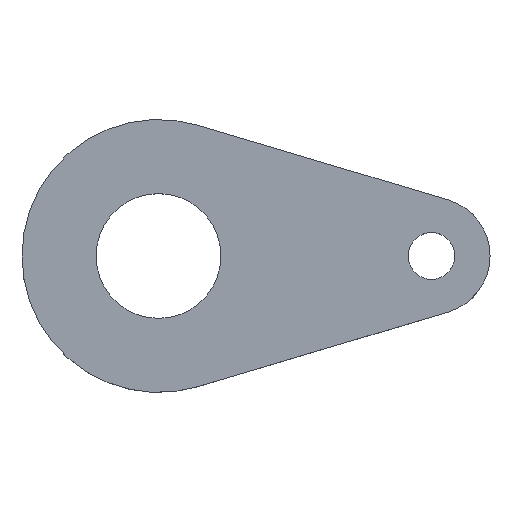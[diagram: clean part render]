
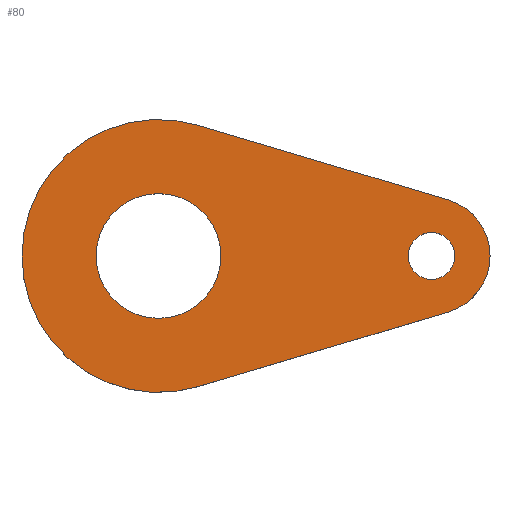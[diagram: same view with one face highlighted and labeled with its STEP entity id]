
A CAD part, top view. The second image highlights one B-rep face of the part: STEP entity #80.
In plain terms, the highlighted planar face has unit normal (0, 0, 1).
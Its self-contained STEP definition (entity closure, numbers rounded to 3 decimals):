
#1 = DIRECTION ( 'NONE',  ( 1., 0., 0. ) ) ;
#4 = CARTESIAN_POINT ( 'NONE',  ( 0., 0., 0. ) ) ;
#7 = DIRECTION ( 'NONE',  ( 0., 0., 1. ) ) ;
#13 = ORIENTED_EDGE ( 'NONE', *, *, #185, .T. ) ;
#14 = VERTEX_POINT ( 'NONE', #255 ) ;
#15 = AXIS2_PLACEMENT_3D ( 'NONE', #4, #199, #167 ) ;
#20 = DIRECTION ( 'NONE',  ( 1., 0., 0. ) ) ;
#22 = CARTESIAN_POINT ( 'NONE',  ( 0., 0., 0. ) ) ;
#27 = AXIS2_PLACEMENT_3D ( 'NONE', #22, #262, #20 ) ;
#33 = CARTESIAN_POINT ( 'NONE',  ( 8., 0., 0. ) ) ;
#36 = CIRCLE ( 'NONE', #15, 8. ) ;
#43 = AXIS2_PLACEMENT_3D ( 'NONE', #67, #324, #329 ) ;
#49 = EDGE_CURVE ( 'NONE', #203, #374, #386, .T. ) ;
#50 = ORIENTED_EDGE ( 'NONE', *, *, #266, .T. ) ;
#51 = CARTESIAN_POINT ( 'NONE',  ( 42.5, 0., 0. ) ) ;
#59 = DIRECTION ( 'NONE',  ( -0.958, 0.286, 0. ) ) ;
#61 = FACE_BOUND ( 'NONE', #281, .T. ) ;
#67 = CARTESIAN_POINT ( 'NONE',  ( 35., 0., 0. ) ) ;
#69 = DIRECTION ( 'NONE',  ( 0., 0., 1. ) ) ;
#71 = CARTESIAN_POINT ( 'NONE',  ( 37.143, 7.187, 0. ) ) ;
#73 = DIRECTION ( 'NONE',  ( 0., 0., 1. ) ) ;
#76 = CARTESIAN_POINT ( 'NONE',  ( 35., 0., 0. ) ) ;
#78 = AXIS2_PLACEMENT_3D ( 'NONE', #231, #297, #360 ) ;
#80 = ADVANCED_FACE ( 'NONE', ( #61, #419, #285 ), #192, .T. ) ;
#83 = CARTESIAN_POINT ( 'NONE',  ( 37.143, -7.187, 0. ) ) ;
#86 = ORIENTED_EDGE ( 'NONE', *, *, #303, .F. ) ;
#90 = ORIENTED_EDGE ( 'NONE', *, *, #305, .T. ) ;
#94 = AXIS2_PLACEMENT_3D ( 'NONE', #267, #73, #298 ) ;
#99 = CIRCLE ( 'NONE', #94, 7.5 ) ;
#106 = VERTEX_POINT ( 'NONE', #154 ) ;
#110 = EDGE_CURVE ( 'NONE', #168, #14, #121, .T. ) ;
#112 = AXIS2_PLACEMENT_3D ( 'NONE', #392, #7, #206 ) ;
#119 = ORIENTED_EDGE ( 'NONE', *, *, #158, .F. ) ;
#121 = LINE ( 'NONE', #123, #416 ) ;
#123 = CARTESIAN_POINT ( 'NONE',  ( 5., 16.771, 0. ) ) ;
#132 = ORIENTED_EDGE ( 'NONE', *, *, #110, .T. ) ;
#143 = VERTEX_POINT ( 'NONE', #260 ) ;
#144 = ORIENTED_EDGE ( 'NONE', *, *, #187, .F. ) ;
#154 = CARTESIAN_POINT ( 'NONE',  ( -8., 0., 0. ) ) ;
#158 = EDGE_CURVE ( 'NONE', #106, #339, #36, .T. ) ;
#167 = DIRECTION ( 'NONE',  ( 1., 0., 0. ) ) ;
#168 = VERTEX_POINT ( 'NONE', #71 ) ;
#178 = AXIS2_PLACEMENT_3D ( 'NONE', #239, #363, #235 ) ;
#185 = EDGE_CURVE ( 'NONE', #14, #203, #204, .T. ) ;
#187 = EDGE_CURVE ( 'NONE', #344, #143, #352, .T. ) ;
#192 = PLANE ( 'NONE',  #27 ) ;
#199 = DIRECTION ( 'NONE',  ( 0., 0., 1. ) ) ;
#203 = VERTEX_POINT ( 'NONE', #398 ) ;
#204 = CIRCLE ( 'NONE', #112, 17.5 ) ;
#206 = DIRECTION ( 'NONE',  ( 1., 0., 0. ) ) ;
#224 = CARTESIAN_POINT ( 'NONE',  ( 5., -16.771, 0. ) ) ;
#225 = CIRCLE ( 'NONE', #178, 8. ) ;
#231 = CARTESIAN_POINT ( 'NONE',  ( 35., 0., 0. ) ) ;
#233 = CARTESIAN_POINT ( 'NONE',  ( 32., 0., 0. ) ) ;
#235 = DIRECTION ( 'NONE',  ( 1., 0., 0. ) ) ;
#236 = CIRCLE ( 'NONE', #43, 7.5 ) ;
#239 = CARTESIAN_POINT ( 'NONE',  ( 0., 0., 0. ) ) ;
#244 = EDGE_LOOP ( 'NONE', ( #13, #372, #50, #90, #132 ) ) ;
#248 = ORIENTED_EDGE ( 'NONE', *, *, #264, .F. ) ;
#255 = CARTESIAN_POINT ( 'NONE',  ( 5., 16.771, 0. ) ) ;
#257 = AXIS2_PLACEMENT_3D ( 'NONE', #76, #69, #1 ) ;
#260 = CARTESIAN_POINT ( 'NONE',  ( 38., 0., 0. ) ) ;
#262 = DIRECTION ( 'NONE',  ( 0., 0., 1. ) ) ;
#264 = EDGE_CURVE ( 'NONE', #339, #106, #225, .T. ) ;
#265 = VECTOR ( 'NONE', #414, 1000. ) ;
#266 = EDGE_CURVE ( 'NONE', #374, #406, #236, .T. ) ;
#267 = CARTESIAN_POINT ( 'NONE',  ( 35., 0., 0. ) ) ;
#270 = EDGE_LOOP ( 'NONE', ( #248, #119 ) ) ;
#281 = EDGE_LOOP ( 'NONE', ( #86, #144 ) ) ;
#285 = FACE_OUTER_BOUND ( 'NONE', #244, .T. ) ;
#297 = DIRECTION ( 'NONE',  ( 0., 0., 1. ) ) ;
#298 = DIRECTION ( 'NONE',  ( 1., 0., 0. ) ) ;
#303 = EDGE_CURVE ( 'NONE', #143, #344, #389, .T. ) ;
#305 = EDGE_CURVE ( 'NONE', #406, #168, #99, .T. ) ;
#324 = DIRECTION ( 'NONE',  ( 0., 0., 1. ) ) ;
#329 = DIRECTION ( 'NONE',  ( 1., 0., 0. ) ) ;
#339 = VERTEX_POINT ( 'NONE', #33 ) ;
#344 = VERTEX_POINT ( 'NONE', #233 ) ;
#352 = CIRCLE ( 'NONE', #257, 3. ) ;
#360 = DIRECTION ( 'NONE',  ( 1., 0., 0. ) ) ;
#363 = DIRECTION ( 'NONE',  ( 0., 0., 1. ) ) ;
#372 = ORIENTED_EDGE ( 'NONE', *, *, #49, .T. ) ;
#374 = VERTEX_POINT ( 'NONE', #83 ) ;
#386 = LINE ( 'NONE', #224, #265 ) ;
#389 = CIRCLE ( 'NONE', #78, 3. ) ;
#392 = CARTESIAN_POINT ( 'NONE',  ( 0., 0., 0. ) ) ;
#398 = CARTESIAN_POINT ( 'NONE',  ( 5., -16.771, 0. ) ) ;
#406 = VERTEX_POINT ( 'NONE', #51 ) ;
#414 = DIRECTION ( 'NONE',  ( 0.958, 0.286, 0. ) ) ;
#416 = VECTOR ( 'NONE', #59, 1000. ) ;
#419 = FACE_BOUND ( 'NONE', #270, .T. ) ;
